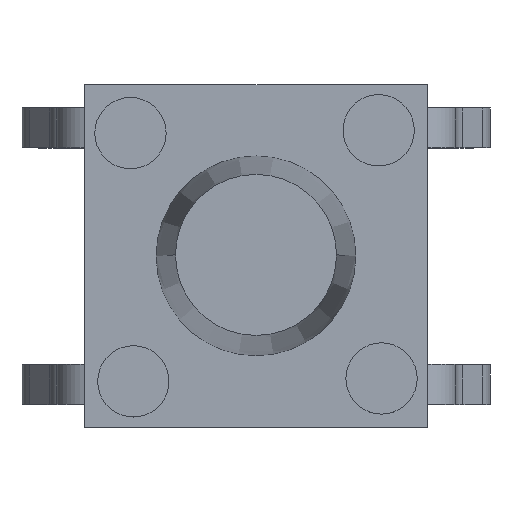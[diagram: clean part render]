
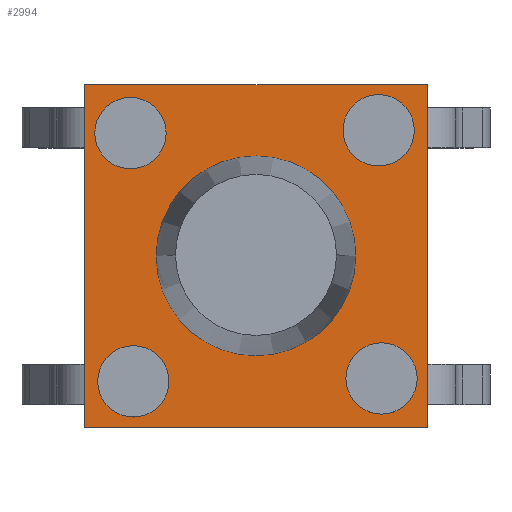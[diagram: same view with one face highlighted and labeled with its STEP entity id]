
A CAD part, top view. The second image highlights one B-rep face of the part: STEP entity #2994.
In plain terms, the highlighted planar face has unit normal (0, 0, 1).
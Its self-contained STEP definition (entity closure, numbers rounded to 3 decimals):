
#10 = CARTESIAN_POINT ( 'NONE',  ( 2.2, -2.15, 3.5 ) ) ;
#55 = ORIENTED_EDGE ( 'NONE', *, *, #1249, .T. ) ;
#88 = EDGE_CURVE ( 'NONE', #2385, #1022, #3382, .T. ) ;
#124 = DIRECTION ( 'NONE',  ( -1., 0., 0. ) ) ;
#133 = FACE_BOUND ( 'NONE', #4176, .T. ) ;
#156 = ORIENTED_EDGE ( 'NONE', *, *, #88, .T. ) ;
#157 = CIRCLE ( 'NONE', #3713, 0.625 ) ;
#159 = EDGE_CURVE ( 'NONE', #2782, #575, #5829, .T. ) ;
#167 = ORIENTED_EDGE ( 'NONE', *, *, #5498, .T. ) ;
#247 = ORIENTED_EDGE ( 'NONE', *, *, #1479, .F. ) ;
#256 = ORIENTED_EDGE ( 'NONE', *, *, #288, .F. ) ;
#264 = CARTESIAN_POINT ( 'NONE',  ( -2.2, 2.15, 3.5 ) ) ;
#288 = EDGE_CURVE ( 'NONE', #991, #1080, #5469, .T. ) ;
#377 = LINE ( 'NONE', #1887, #2541 ) ;
#401 = DIRECTION ( 'NONE',  ( 0., 0., 1. ) ) ;
#534 = DIRECTION ( 'NONE',  ( 1., 0., 0. ) ) ;
#552 = VECTOR ( 'NONE', #4891, 1000. ) ;
#575 = VERTEX_POINT ( 'NONE', #1463 ) ;
#649 = EDGE_LOOP ( 'NONE', ( #256, #4761 ) ) ;
#670 = EDGE_CURVE ( 'NONE', #1499, #2511, #2201, .T. ) ;
#725 = VERTEX_POINT ( 'NONE', #3551 ) ;
#743 = DIRECTION ( 'NONE',  ( 0., 0., 1. ) ) ;
#841 = VECTOR ( 'NONE', #3340, 1000. ) ;
#950 = CIRCLE ( 'NONE', #3939, 0.625 ) ;
#991 = VERTEX_POINT ( 'NONE', #1152 ) ;
#1022 = VERTEX_POINT ( 'NONE', #2204 ) ;
#1075 = CARTESIAN_POINT ( 'NONE',  ( -2.825, 2.15, 3.5 ) ) ;
#1080 = VERTEX_POINT ( 'NONE', #6287 ) ;
#1105 = EDGE_CURVE ( 'NONE', #3909, #725, #5448, .T. ) ;
#1152 = CARTESIAN_POINT ( 'NONE',  ( 1.575, -2.15, 3.5 ) ) ;
#1230 = EDGE_LOOP ( 'NONE', ( #55, #156, #167, #5109 ) ) ;
#1249 = EDGE_CURVE ( 'NONE', #1363, #2385, #5312, .T. ) ;
#1363 = VERTEX_POINT ( 'NONE', #1827 ) ;
#1394 = CARTESIAN_POINT ( 'NONE',  ( 2.15, 2.2, 3.5 ) ) ;
#1451 = CARTESIAN_POINT ( 'NONE',  ( -1.75, 0., 3.5 ) ) ;
#1463 = CARTESIAN_POINT ( 'NONE',  ( 2.775, 2.2, 3.5 ) ) ;
#1479 = EDGE_CURVE ( 'NONE', #2511, #1499, #5471, .T. ) ;
#1499 = VERTEX_POINT ( 'NONE', #1528 ) ;
#1528 = CARTESIAN_POINT ( 'NONE',  ( -2.775, -2.2, 3.5 ) ) ;
#1552 = FACE_BOUND ( 'NONE', #649, .T. ) ;
#1562 = CARTESIAN_POINT ( 'NONE',  ( -1.525, -2.2, 3.5 ) ) ;
#1601 = VECTOR ( 'NONE', #5075, 1000. ) ;
#1645 = CIRCLE ( 'NONE', #5710, 1.75 ) ;
#1754 = CARTESIAN_POINT ( 'NONE',  ( 1.525, 2.2, 3.5 ) ) ;
#1774 = CARTESIAN_POINT ( 'NONE',  ( -2.15, -2.2, 3.5 ) ) ;
#1798 = DIRECTION ( 'NONE',  ( 0., 0., 1. ) ) ;
#1823 = DIRECTION ( 'NONE',  ( 1., 0., 0. ) ) ;
#1827 = CARTESIAN_POINT ( 'NONE',  ( 3., -3., 3.5 ) ) ;
#1853 = DIRECTION ( 'NONE',  ( 1., 0., 0. ) ) ;
#1887 = CARTESIAN_POINT ( 'NONE',  ( -3., 3., 3.5 ) ) ;
#1918 = DIRECTION ( 'NONE',  ( 1., 0., 0. ) ) ;
#2019 = CARTESIAN_POINT ( 'NONE',  ( 3., 3., 3.5 ) ) ;
#2116 = EDGE_CURVE ( 'NONE', #4321, #4116, #4724, .T. ) ;
#2185 = EDGE_CURVE ( 'NONE', #725, #3909, #5930, .T. ) ;
#2201 = CIRCLE ( 'NONE', #2852, 0.625 ) ;
#2204 = CARTESIAN_POINT ( 'NONE',  ( -3., 3., 3.5 ) ) ;
#2264 = VERTEX_POINT ( 'NONE', #5821 ) ;
#2385 = VERTEX_POINT ( 'NONE', #4479 ) ;
#2414 = DIRECTION ( 'NONE',  ( 0., -1., 0. ) ) ;
#2502 = DIRECTION ( 'NONE',  ( 1., 0., 0. ) ) ;
#2511 = VERTEX_POINT ( 'NONE', #1562 ) ;
#2530 = DIRECTION ( 'NONE',  ( 0., 0., 1. ) ) ;
#2541 = VECTOR ( 'NONE', #2414, 1000. ) ;
#2544 = AXIS2_PLACEMENT_3D ( 'NONE', #3583, #401, #4096 ) ;
#2548 = AXIS2_PLACEMENT_3D ( 'NONE', #264, #743, #1853 ) ;
#2554 = EDGE_LOOP ( 'NONE', ( #4799, #4837 ) ) ;
#2572 = CARTESIAN_POINT ( 'NONE',  ( 2.2, -2.15, 3.5 ) ) ;
#2782 = VERTEX_POINT ( 'NONE', #1754 ) ;
#2806 = CARTESIAN_POINT ( 'NONE',  ( -2.15, -2.2, 3.5 ) ) ;
#2827 = DIRECTION ( 'NONE',  ( 0., 0., 1. ) ) ;
#2841 = DIRECTION ( 'NONE',  ( 1., 0., 0. ) ) ;
#2852 = AXIS2_PLACEMENT_3D ( 'NONE', #2806, #2827, #2854 ) ;
#2854 = DIRECTION ( 'NONE',  ( 1., 0., 0. ) ) ;
#2859 = DIRECTION ( 'NONE',  ( 0., 0., 1. ) ) ;
#2962 = FACE_BOUND ( 'NONE', #2554, .T. ) ;
#2975 = AXIS2_PLACEMENT_3D ( 'NONE', #2572, #2530, #2502 ) ;
#2979 = CARTESIAN_POINT ( 'NONE',  ( -2.2, 2.15, 3.5 ) ) ;
#2994 = ADVANCED_FACE ( 'NONE', ( #4331, #133, #1552, #2962, #5464, #4178 ), #4589, .T. ) ;
#3076 = EDGE_LOOP ( 'NONE', ( #5354, #4166 ) ) ;
#3093 = AXIS2_PLACEMENT_3D ( 'NONE', #5035, #3871, #6178 ) ;
#3213 = AXIS2_PLACEMENT_3D ( 'NONE', #1774, #1798, #1823 ) ;
#3292 = ORIENTED_EDGE ( 'NONE', *, *, #1105, .F. ) ;
#3306 = DIRECTION ( 'NONE',  ( 0., 0., -1. ) ) ;
#3340 = DIRECTION ( 'NONE',  ( 0., 1., 0. ) ) ;
#3382 = LINE ( 'NONE', #5012, #552 ) ;
#3551 = CARTESIAN_POINT ( 'NONE',  ( -1.575, 2.15, 3.5 ) ) ;
#3562 = CARTESIAN_POINT ( 'NONE',  ( -3., -3., 3.5 ) ) ;
#3583 = CARTESIAN_POINT ( 'NONE',  ( 0., 0., 3.5 ) ) ;
#3713 = AXIS2_PLACEMENT_3D ( 'NONE', #1394, #5032, #1918 ) ;
#3715 = DIRECTION ( 'NONE',  ( 0., 0., 1. ) ) ;
#3871 = DIRECTION ( 'NONE',  ( 0., 0., 1. ) ) ;
#3909 = VERTEX_POINT ( 'NONE', #1075 ) ;
#3939 = AXIS2_PLACEMENT_3D ( 'NONE', #10, #3715, #534 ) ;
#4096 = DIRECTION ( 'NONE',  ( 1., 0., 0. ) ) ;
#4116 = VERTEX_POINT ( 'NONE', #5406 ) ;
#4166 = ORIENTED_EDGE ( 'NONE', *, *, #5377, .T. ) ;
#4176 = EDGE_LOOP ( 'NONE', ( #5074, #247 ) ) ;
#4178 = FACE_OUTER_BOUND ( 'NONE', #1230, .T. ) ;
#4237 = LINE ( 'NONE', #3562, #1601 ) ;
#4321 = VERTEX_POINT ( 'NONE', #1451 ) ;
#4331 = FACE_BOUND ( 'NONE', #3076, .T. ) ;
#4479 = CARTESIAN_POINT ( 'NONE',  ( 3., 3., 3.5 ) ) ;
#4523 = EDGE_LOOP ( 'NONE', ( #3292, #4872 ) ) ;
#4543 = AXIS2_PLACEMENT_3D ( 'NONE', #2979, #2859, #2841 ) ;
#4589 = PLANE ( 'NONE',  #2544 ) ;
#4724 = CIRCLE ( 'NONE', #5984, 1.75 ) ;
#4761 = ORIENTED_EDGE ( 'NONE', *, *, #5717, .F. ) ;
#4799 = ORIENTED_EDGE ( 'NONE', *, *, #159, .F. ) ;
#4837 = ORIENTED_EDGE ( 'NONE', *, *, #4856, .F. ) ;
#4856 = EDGE_CURVE ( 'NONE', #575, #2782, #157, .T. ) ;
#4872 = ORIENTED_EDGE ( 'NONE', *, *, #2185, .F. ) ;
#4876 = CARTESIAN_POINT ( 'NONE',  ( 0., 0., 3.5 ) ) ;
#4891 = DIRECTION ( 'NONE',  ( -1., 0., 0. ) ) ;
#5012 = CARTESIAN_POINT ( 'NONE',  ( -3., 3., 3.5 ) ) ;
#5032 = DIRECTION ( 'NONE',  ( 0., 0., 1. ) ) ;
#5035 = CARTESIAN_POINT ( 'NONE',  ( 2.15, 2.2, 3.5 ) ) ;
#5074 = ORIENTED_EDGE ( 'NONE', *, *, #670, .F. ) ;
#5075 = DIRECTION ( 'NONE',  ( 1., 0., 0. ) ) ;
#5109 = ORIENTED_EDGE ( 'NONE', *, *, #6366, .T. ) ;
#5308 = DIRECTION ( 'NONE',  ( 0., 0., -1. ) ) ;
#5312 = LINE ( 'NONE', #2019, #841 ) ;
#5352 = DIRECTION ( 'NONE',  ( -1., 0., 0. ) ) ;
#5354 = ORIENTED_EDGE ( 'NONE', *, *, #2116, .T. ) ;
#5377 = EDGE_CURVE ( 'NONE', #4116, #4321, #1645, .T. ) ;
#5406 = CARTESIAN_POINT ( 'NONE',  ( 1.75, 0., 3.5 ) ) ;
#5448 = CIRCLE ( 'NONE', #4543, 0.625 ) ;
#5464 = FACE_BOUND ( 'NONE', #4523, .T. ) ;
#5469 = CIRCLE ( 'NONE', #2975, 0.625 ) ;
#5471 = CIRCLE ( 'NONE', #3213, 0.625 ) ;
#5498 = EDGE_CURVE ( 'NONE', #1022, #2264, #377, .T. ) ;
#5710 = AXIS2_PLACEMENT_3D ( 'NONE', #6182, #3306, #124 ) ;
#5717 = EDGE_CURVE ( 'NONE', #1080, #991, #950, .T. ) ;
#5821 = CARTESIAN_POINT ( 'NONE',  ( -3., -3., 3.5 ) ) ;
#5829 = CIRCLE ( 'NONE', #3093, 0.625 ) ;
#5930 = CIRCLE ( 'NONE', #2548, 0.625 ) ;
#5984 = AXIS2_PLACEMENT_3D ( 'NONE', #4876, #5308, #5352 ) ;
#6178 = DIRECTION ( 'NONE',  ( 1., 0., 0. ) ) ;
#6182 = CARTESIAN_POINT ( 'NONE',  ( 0., 0., 3.5 ) ) ;
#6287 = CARTESIAN_POINT ( 'NONE',  ( 2.825, -2.15, 3.5 ) ) ;
#6366 = EDGE_CURVE ( 'NONE', #2264, #1363, #4237, .T. ) ;
